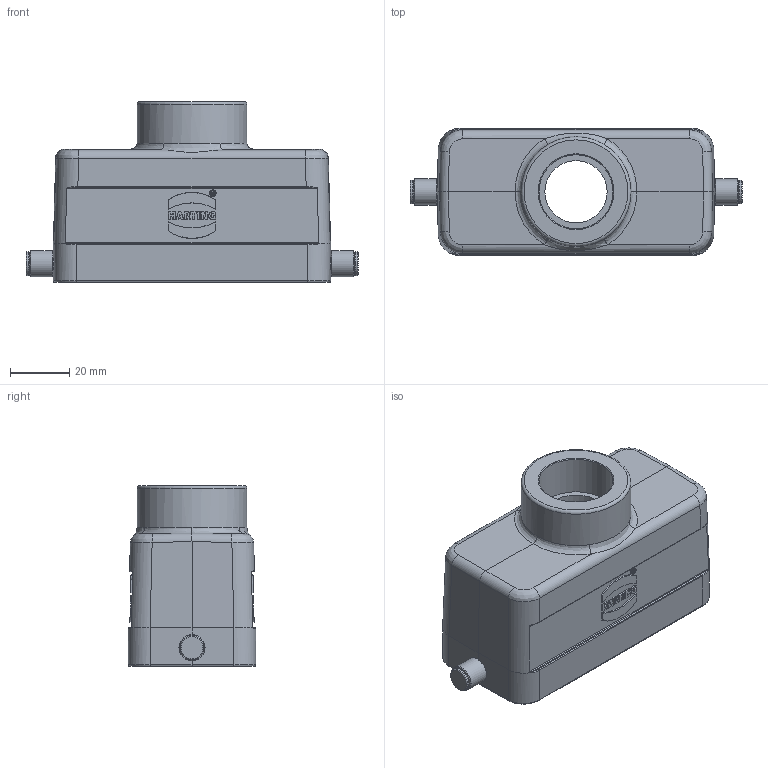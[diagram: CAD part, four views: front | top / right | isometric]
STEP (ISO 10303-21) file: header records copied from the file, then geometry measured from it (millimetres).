
FILE_DESCRIPTION(/* description */ (''),/* implementation_level */ '2;1');
FILE_NAME(/* name */ '100094872ugm000_c.stp',/* time_stamp */ '2017-10-27T11:33:25+02:00',/* author */ (''),/* organization */ (''),/* preprocessor_version */ 'ST-DEVELOPER v16',/* originating_system */ 'SIEMENS PLM Software NX 10.0',/* authorisation */ '');
FILE_SCHEMA (('AUTOMOTIVE_DESIGN { 1 0 10303 214 3 1 1 1 }'));
Length unit declared in the file: millimetre
Products named in the file (1): 100094872ugm000_c
Bounding box: 112 x 43 x 61 mm (x, y, z)
Volume: 55065.5 mm3; surface area: 32832.6 mm2
Topology: 1 solids, 1 shells, 437 faces, 1598 edges, 1710 vertices
Faces by surface type: plane 239, bspline 90, cylinder 85, torus 12, cone 11
Full cylindrical faces by diameter (mm): 3 x4, 4 x2, 4.97 x2, 8 x2, 8.8 x2, 21 x1, 25 x1, 37 x1
Entity records: 22888 total; most frequent: CARTESIAN_POINT 7045, ORIENTED_EDGE 2046, DIRECTION 1996, EDGE_CURVE 1023, PRESENTATION_STYLE_ASSIGNMENT 952, LINE 798, VECTOR 798, VERTEX_POINT 669
